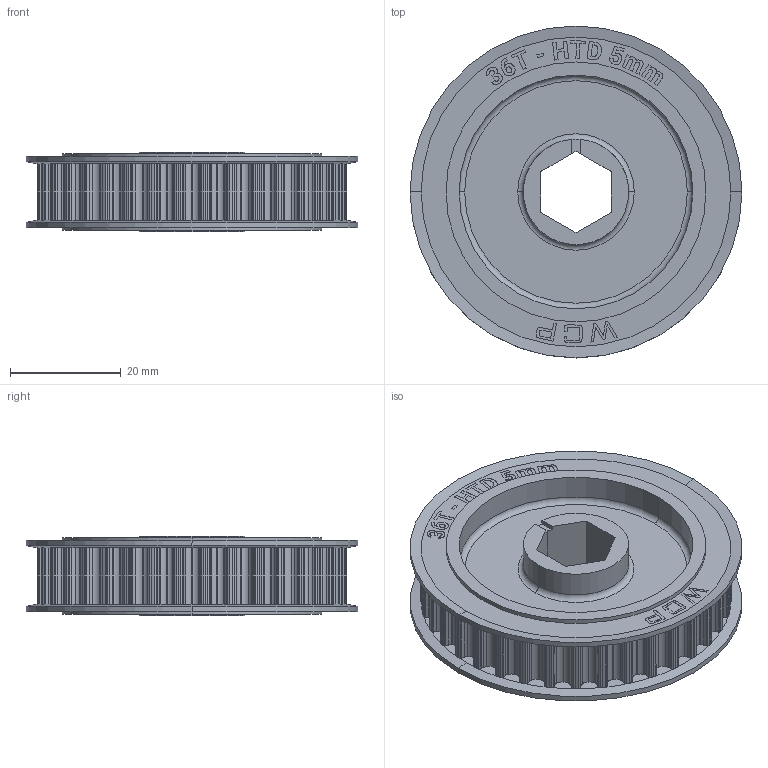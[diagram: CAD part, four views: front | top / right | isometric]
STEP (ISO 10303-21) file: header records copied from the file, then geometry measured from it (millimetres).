
FILE_DESCRIPTION (( 'STEP AP214' ), '1' );
FILE_NAME ('WCP-0990 Rev1.step', '2023-08-16T19:23:10', ( '' ), ( '' ), 'SwSTEP 2.0', 'SolidWorks 2022', '' );
FILE_SCHEMA (( 'AUTOMOTIVE_DESIGN' ));
Length unit declared in the file: inch
Products named in the file (1): WCP-0990 Rev1
Bounding box: 60 x 60 x 14.29 mm (x, y, z)
Volume: 18078.7 mm3; surface area: 15057.1 mm2
Topology: 3 solids, 3 shells, 816 faces, 2351 edges, 1562 vertices
Faces by surface type: cylinder 554, plane 187, bspline 59, cone 8, torus 8
Entity records: 37799 total; most frequent: CARTESIAN_POINT 8157, DIRECTION 4883, ORIENTED_EDGE 4702, EDGE_CURVE 2351, AXIS2_PLACEMENT_3D 1892, VERTEX_POINT 1562, CIRCLE 1134, VECTOR 1099
